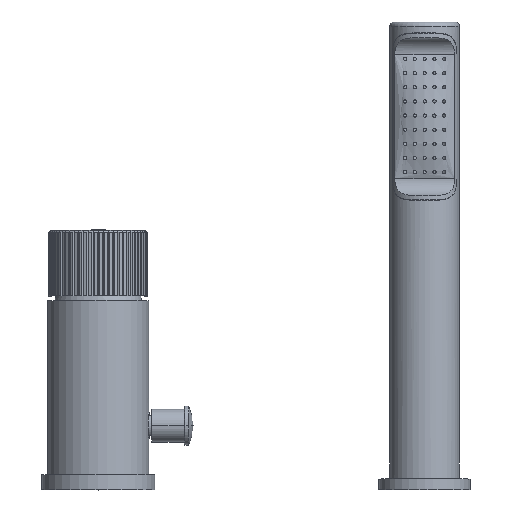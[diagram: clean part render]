
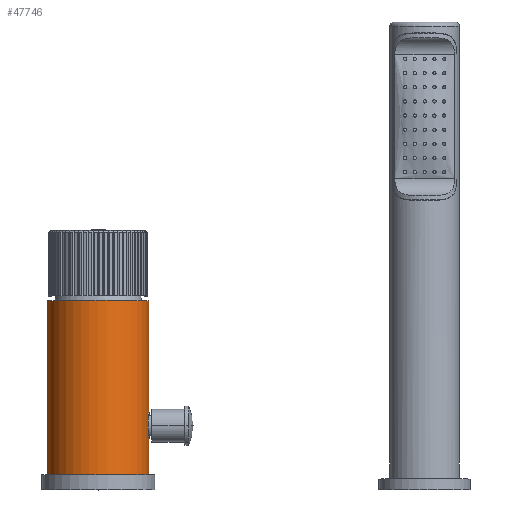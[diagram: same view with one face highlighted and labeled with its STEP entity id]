
A CAD part, top view. The second image highlights one B-rep face of the part: STEP entity #47746.
In plain terms, the highlighted cylindrical face has radius 23.25 mm (diameter 46.5 mm), a partial arc.
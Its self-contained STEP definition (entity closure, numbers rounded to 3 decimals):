
#11860=CARTESIAN_POINT('',(0.,80.,0.));
#11861=DIRECTION('',(0.,-1.,0.));
#11862=DIRECTION('',(1.,0.,0.));
#11863=AXIS2_PLACEMENT_3D('',#11860,#11861,#11862);
#11880=DIRECTION('',(0.,1.,0.));
#11881=VECTOR('',#11880,14.422);
#11882=CARTESIAN_POINT('',(23.25,0.,0.));
#11883=LINE('',#11882,#11881);
#11976=DIRECTION('',(0.,1.,0.));
#11977=VECTOR('',#11976,49.422);
#11978=CARTESIAN_POINT('',(23.25,30.578,0.));
#11979=LINE('',#11978,#11977);
#11980=DIRECTION('',(0.,1.,0.));
#11981=VECTOR('',#11980,80.);
#11982=CARTESIAN_POINT('',(-23.25,0.,0.));
#11983=LINE('',#11982,#11981);
#16098=CARTESIAN_POINT('',(0.,0.,0.));
#16099=DIRECTION('',(0.,-1.,0.));
#16100=DIRECTION('',(1.,0.,0.));
#16101=AXIS2_PLACEMENT_3D('',#16098,#16099,#16100);
#16103=CARTESIAN_POINT('',(22.81,22.5,4.5));
#16104=CARTESIAN_POINT('',(22.81,22.66,4.5));
#16105=CARTESIAN_POINT('',(22.812,22.98,4.492));
#16106=CARTESIAN_POINT('',(22.819,23.46,4.455));
#16107=CARTESIAN_POINT('',(22.831,23.937,4.395));
#16108=CARTESIAN_POINT('',(22.847,24.412,4.31));
#16109=CARTESIAN_POINT('',(22.867,24.882,4.201));
#16110=CARTESIAN_POINT('',(22.892,25.347,4.068));
#16111=CARTESIAN_POINT('',(22.919,25.806,3.911));
#16112=CARTESIAN_POINT('',(22.949,26.257,3.73));
#16113=CARTESIAN_POINT('',(22.981,26.699,3.526));
#16114=CARTESIAN_POINT('',(23.015,27.131,3.3));
#16115=CARTESIAN_POINT('',(23.049,27.55,3.051));
#16116=CARTESIAN_POINT('',(23.084,27.957,2.782));
#16117=CARTESIAN_POINT('',(23.117,28.348,2.492));
#16118=CARTESIAN_POINT('',(23.148,28.723,2.183));
#16119=CARTESIAN_POINT('',(23.177,29.081,1.857));
#16120=CARTESIAN_POINT('',(23.202,29.421,1.513));
#16121=CARTESIAN_POINT('',(23.222,29.742,1.155));
#16122=CARTESIAN_POINT('',(23.238,30.042,
0.783));
#16123=CARTESIAN_POINT('',(23.248,30.322,
0.398));
#16124=CARTESIAN_POINT('',(23.25,30.495,0.134));
#16125=CARTESIAN_POINT('',(23.25,30.578,0.));
#16127=CARTESIAN_POINT('',(23.25,14.422,0.));
#16128=CARTESIAN_POINT('',(23.25,14.505,0.134));
#16129=CARTESIAN_POINT('',(23.248,14.678,
0.398));
#16130=CARTESIAN_POINT('',(23.238,14.958,
0.783));
#16131=CARTESIAN_POINT('',(23.222,15.258,1.155));
#16132=CARTESIAN_POINT('',(23.202,15.579,1.513));
#16133=CARTESIAN_POINT('',(23.177,15.919,1.857));
#16134=CARTESIAN_POINT('',(23.148,16.277,2.183));
#16135=CARTESIAN_POINT('',(23.117,16.652,2.492));
#16136=CARTESIAN_POINT('',(23.084,17.043,2.782));
#16137=CARTESIAN_POINT('',(23.049,17.45,3.051));
#16138=CARTESIAN_POINT('',(23.015,17.869,3.3));
#16139=CARTESIAN_POINT('',(22.981,18.301,3.526));
#16140=CARTESIAN_POINT('',(22.949,18.743,3.73));
#16141=CARTESIAN_POINT('',(22.919,19.194,3.911));
#16142=CARTESIAN_POINT('',(22.892,19.653,4.068));
#16143=CARTESIAN_POINT('',(22.867,20.118,4.201));
#16144=CARTESIAN_POINT('',(22.847,20.588,4.31));
#16145=CARTESIAN_POINT('',(22.831,21.063,4.395));
#16146=CARTESIAN_POINT('',(22.819,21.54,4.455));
#16147=CARTESIAN_POINT('',(22.812,22.02,4.492));
#16148=CARTESIAN_POINT('',(22.81,22.34,4.5));
#16149=CARTESIAN_POINT('',(22.81,22.5,4.5));
#21497=CARTESIAN_POINT('',(23.25,80.,0.));
#21498=CARTESIAN_POINT('',(-23.25,80.,0.));
#21499=VERTEX_POINT('',#21497);
#21500=VERTEX_POINT('',#21498);
#21523=VERTEX_POINT('',#16127);
#21524=VERTEX_POINT('',#16149);
#21525=VERTEX_POINT('',#16125);
#25730=CARTESIAN_POINT('',(23.25,0.,0.));
#25731=CARTESIAN_POINT('',(-23.25,0.,0.));
#25732=VERTEX_POINT('',#25730);
#25733=VERTEX_POINT('',#25731);
#47732=CARTESIAN_POINT('',(0.,86.5,0.));
#47733=DIRECTION('',(0.,-1.,0.));
#47734=DIRECTION('',(-1.,0.,0.));
#47735=AXIS2_PLACEMENT_3D('',#47732,#47733,#47734);
#47736=CYLINDRICAL_SURFACE('',#47735,23.25);
#47737=ORIENTED_EDGE('',*,*,#41612,.T.);
#47738=ORIENTED_EDGE('',*,*,#41589,.T.);
#47739=ORIENTED_EDGE('',*,*,#41556,.F.);
#47740=ORIENTED_EDGE('',*,*,#41586,.F.);
#47741=ORIENTED_EDGE('',*,*,#47656,.F.);
#47742=ORIENTED_EDGE('',*,*,#47680,.F.);
#47743=ORIENTED_EDGE('',*,*,#41580,.F.);
#47744=EDGE_LOOP('',(#47737,#47738,#47739,#47740,#47741,#47742,#47743));
#47745=FACE_OUTER_BOUND('',#47744,.F.);
#47746=ADVANCED_FACE('',(#47745),#47736,.T.);
#11864=CIRCLE('',#11863,23.25);
#16102=CIRCLE('',#16101,23.25);
#16126=B_SPLINE_CURVE_WITH_KNOTS('',3,(#16103,#16104,#16105,#16106,#16107,
#16108,#16109,#16110,#16111,#16112,#16113,#16114,#16115,#16116,#16117,#16118,
#16119,#16120,#16121,#16122,#16123,#16124,#16125),.UNSPECIFIED.,.F.,.F.,(4,1,1,
1,1,1,1,1,1,1,1,1,1,1,1,1,1,1,1,1,4),(0.,0.05,0.1,0.15,0.2,0.25,
0.3,0.35,0.4,0.45,0.5,0.55,0.6,0.65,0.7,0.75,0.8,0.85,
0.9,0.95,1.),.UNSPECIFIED.);
#16150=B_SPLINE_CURVE_WITH_KNOTS('',3,(#16127,#16128,#16129,#16130,#16131,
#16132,#16133,#16134,#16135,#16136,#16137,#16138,#16139,#16140,#16141,#16142,
#16143,#16144,#16145,#16146,#16147,#16148,#16149),.UNSPECIFIED.,.F.,.F.,(4,1,1,
1,1,1,1,1,1,1,1,1,1,1,1,1,1,1,1,1,4),(0.,0.05,0.1,0.15,0.2,0.25,
0.3,0.35,0.4,0.45,0.5,0.55,0.6,0.65,0.7,0.75,0.8,0.85,
0.9,0.95,1.),.UNSPECIFIED.);
#41556=EDGE_CURVE('',#21499,#21500,#11864,.T.);
#41580=EDGE_CURVE('',#25732,#21523,#11883,.T.);
#41586=EDGE_CURVE('',#21525,#21499,#11979,.T.);
#41589=EDGE_CURVE('',#25733,#21500,#11983,.T.);
#41612=EDGE_CURVE('',#25732,#25733,#16102,.T.);
#47656=EDGE_CURVE('',#21524,#21525,#16126,.T.);
#47680=EDGE_CURVE('',#21523,#21524,#16150,.T.);
